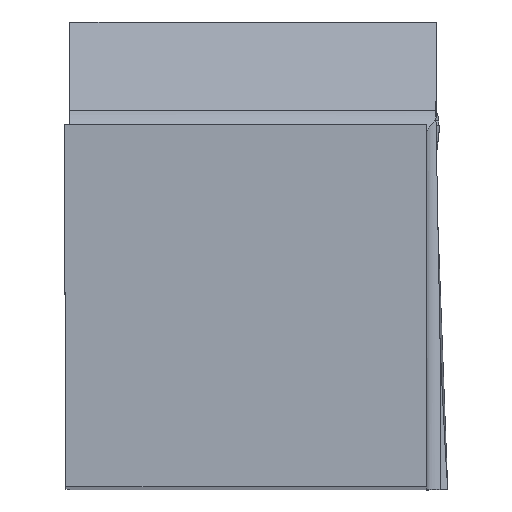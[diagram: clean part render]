
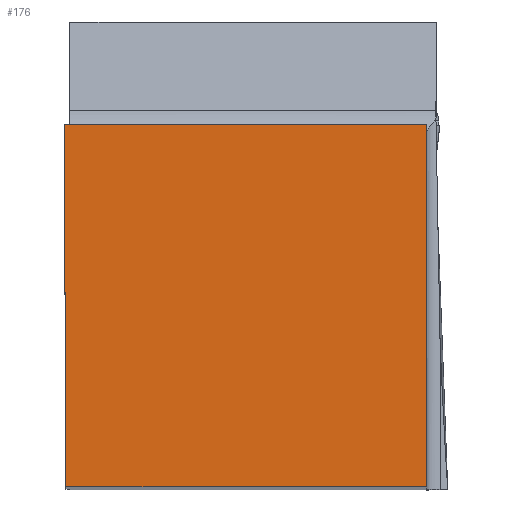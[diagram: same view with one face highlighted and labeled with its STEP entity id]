
A CAD part, top view. The second image highlights one B-rep face of the part: STEP entity #176.
In plain terms, the highlighted planar face has unit normal (0, 0, 1).
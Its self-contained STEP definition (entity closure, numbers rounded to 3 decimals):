
#118=PLANE('',#1525);
#176=ADVANCED_FACE('CU_BACK_SU1',(#256),#118,.F.);
#256=FACE_OUTER_BOUND('',#325,.T.);
#325=EDGE_LOOP('',(#816,#817,#818,#819));
#446=LINE('',#2207,#580);
#450=LINE('',#2217,#584);
#453=LINE('',#2227,#587);
#474=LINE('',#2292,#608);
#580=VECTOR('',#1681,1.);
#584=VECTOR('',#1689,1.);
#587=VECTOR('',#1698,1.);
#608=VECTOR('',#1741,1.);
#816=ORIENTED_EDGE('',*,*,#1268,.T.);
#817=ORIENTED_EDGE('',*,*,#1303,.F.);
#818=ORIENTED_EDGE('',*,*,#1278,.T.);
#819=ORIENTED_EDGE('',*,*,#1273,.T.);
#1128=VERTEX_POINT('',#2206);
#1129=VERTEX_POINT('',#2208);
#1133=VERTEX_POINT('',#2218);
#1137=VERTEX_POINT('',#2228);
#1268=EDGE_CURVE('',#1129,#1128,#446,.T.);
#1273=EDGE_CURVE('',#1133,#1129,#450,.T.);
#1278=EDGE_CURVE('',#1137,#1133,#453,.T.);
#1303=EDGE_CURVE('',#1137,#1128,#474,.T.);
#1525=AXIS2_PLACEMENT_3D('',#2293,#1742,#1743);
#1681=DIRECTION('',(1.,0.,0.));
#1689=DIRECTION('',(0.004,-1.,0.));
#1698=DIRECTION('',(-1.,0.,0.));
#1741=DIRECTION('',(0.,-1.,0.));
#1742=DIRECTION('',(0.,0.,-1.));
#1743=DIRECTION('',(0.,-1.,0.));
#2206=CARTESIAN_POINT('',(31.85,0.,0.));
#2207=CARTESIAN_POINT('',(-23.593,0.,0.));
#2208=CARTESIAN_POINT('',(0.139,0.,0.));
#2217=CARTESIAN_POINT('',(-0.088,51.953,0.));
#2218=CARTESIAN_POINT('',(0.,31.85,0.));
#2227=CARTESIAN_POINT('',(-23.593,31.85,0.));
#2228=CARTESIAN_POINT('',(31.85,31.85,0.));
#2292=CARTESIAN_POINT('',(31.85,51.85,0.));
#2293=CARTESIAN_POINT('',(-23.593,51.85,0.));
